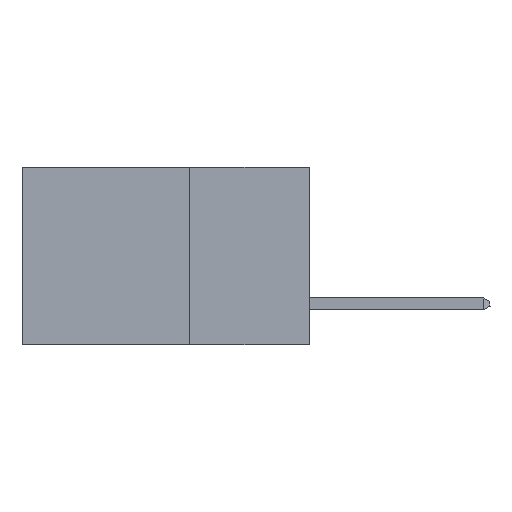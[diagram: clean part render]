
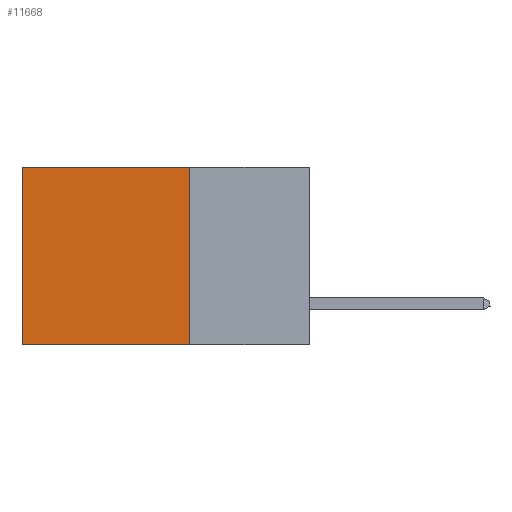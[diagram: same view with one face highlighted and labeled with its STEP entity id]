
A CAD part, left-side view. The second image highlights one B-rep face of the part: STEP entity #11668.
In plain terms, the highlighted planar face has unit normal (-1, 0, 0).
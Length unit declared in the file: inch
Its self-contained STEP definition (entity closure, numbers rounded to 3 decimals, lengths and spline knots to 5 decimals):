
#2033 = ORIENTED_EDGE ( 'NONE', *, *, #10195, .T. ) ;
#2130 = FACE_OUTER_BOUND ( 'NONE', #11665, .T. ) ;
#2549 = VERTEX_POINT ( 'NONE', #11185 ) ;
#3138 = PLANE ( 'NONE',  #9609 ) ;
#3731 = VERTEX_POINT ( 'NONE', #10781 ) ;
#4630 = ORIENTED_EDGE ( 'NONE', *, *, #12313, .T. ) ;
#5232 = DIRECTION ( 'NONE',  ( 0., 0., -1. ) ) ;
#5665 = VECTOR ( 'NONE', #13401, 39.37008 ) ;
#5766 = DIRECTION ( 'NONE',  ( 0., 0., -1. ) ) ;
#7126 = VECTOR ( 'NONE', #11468, 39.37008 ) ;
#8117 = EDGE_CURVE ( 'NONE', #17799, #14238, #11281, .T. ) ;
#9320 = ORIENTED_EDGE ( 'NONE', *, *, #10694, .F. ) ;
#9413 = DIRECTION ( 'NONE',  ( 0., 1., 0. ) ) ;
#9609 = AXIS2_PLACEMENT_3D ( 'NONE', #12797, #14233, #5766 ) ;
#9896 = CARTESIAN_POINT ( 'NONE',  ( 0.2875, 0.25, 0. ) ) ;
#10195 = EDGE_CURVE ( 'NONE', #2549, #3731, #17313, .T. ) ;
#10623 = CARTESIAN_POINT ( 'NONE',  ( 0.2875, 0.25, -0.37 ) ) ;
#10694 = EDGE_CURVE ( 'NONE', #14238, #3731, #17875, .T. ) ;
#10730 = CARTESIAN_POINT ( 'NONE',  ( 0.2875, 0.25, 0. ) ) ;
#10781 = CARTESIAN_POINT ( 'NONE',  ( 0.2875, 0.6, -0.37 ) ) ;
#11185 = CARTESIAN_POINT ( 'NONE',  ( 0.2875, 0.6, 0. ) ) ;
#11281 = LINE ( 'NONE', #13339, #5665 ) ;
#11468 = DIRECTION ( 'NONE',  ( 0., 1., 0. ) ) ;
#11665 = EDGE_LOOP ( 'NONE', ( #2033, #9320, #17389, #4630 ) ) ;
#11668 = ADVANCED_FACE ( 'NONE', ( #2130 ), #3138, .F. ) ;
#12224 = VECTOR ( 'NONE', #5232, 39.37008 ) ;
#12313 = EDGE_CURVE ( 'NONE', #17799, #2549, #15589, .T. ) ;
#12797 = CARTESIAN_POINT ( 'NONE',  ( 0.2875, 0.25, 0. ) ) ;
#13339 = CARTESIAN_POINT ( 'NONE',  ( 0.2875, 0.25, 0. ) ) ;
#13401 = DIRECTION ( 'NONE',  ( 0., 0., -1. ) ) ;
#13502 = CARTESIAN_POINT ( 'NONE',  ( 0.2875, 0.6, 0. ) ) ;
#14106 = VECTOR ( 'NONE', #9413, 39.37008 ) ;
#14233 = DIRECTION ( 'NONE',  ( 1., 0., 0. ) ) ;
#14238 = VERTEX_POINT ( 'NONE', #14268 ) ;
#14268 = CARTESIAN_POINT ( 'NONE',  ( 0.2875, 0.25, -0.37 ) ) ;
#15589 = LINE ( 'NONE', #9896, #7126 ) ;
#17313 = LINE ( 'NONE', #13502, #12224 ) ;
#17389 = ORIENTED_EDGE ( 'NONE', *, *, #8117, .F. ) ;
#17799 = VERTEX_POINT ( 'NONE', #10730 ) ;
#17875 = LINE ( 'NONE', #10623, #14106 ) ;
